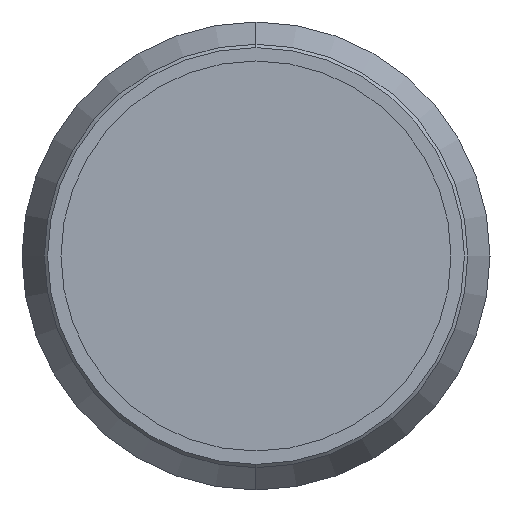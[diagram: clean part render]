
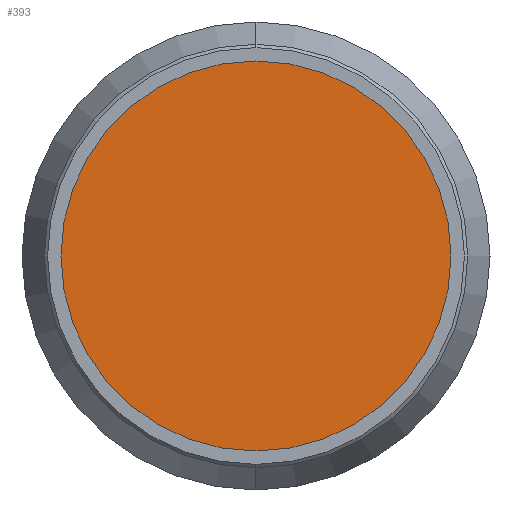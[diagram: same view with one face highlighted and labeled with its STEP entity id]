
A CAD part, left-side view. The second image highlights one B-rep face of the part: STEP entity #393.
In plain terms, the highlighted planar face has unit normal (-1, 0, 0).
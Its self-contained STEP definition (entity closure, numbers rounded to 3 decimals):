
#3 = CARTESIAN_POINT ( 'NONE',  ( 2.5, 0., 0. ) ) ;
#24 = DIRECTION ( 'NONE',  ( 0., 0., 1. ) ) ;
#28 = CARTESIAN_POINT ( 'NONE',  ( 2.5, 0., 0. ) ) ;
#29 = EDGE_CURVE ( 'NONE', #704, #263, #40, .T. ) ;
#40 = CIRCLE ( 'NONE', #736, 17.5 ) ;
#112 = DIRECTION ( 'NONE',  ( -1., 0., 0. ) ) ;
#119 = AXIS2_PLACEMENT_3D ( 'NONE', #3, #112, #287 ) ;
#174 = CARTESIAN_POINT ( 'NONE',  ( 2.5, 0., 17.5 ) ) ;
#208 = CARTESIAN_POINT ( 'NONE',  ( 2.5, 0., -17.5 ) ) ;
#222 = DIRECTION ( 'NONE',  ( 0., 0., 1. ) ) ;
#224 = EDGE_CURVE ( 'NONE', #263, #704, #699, .T. ) ;
#263 = VERTEX_POINT ( 'NONE', #174 ) ;
#273 = EDGE_LOOP ( 'NONE', ( #382, #532 ) ) ;
#287 = DIRECTION ( 'NONE',  ( 0., 0., 1. ) ) ;
#382 = ORIENTED_EDGE ( 'NONE', *, *, #224, .T. ) ;
#393 = ADVANCED_FACE ( 'NONE', ( #687 ), #436, .T. ) ;
#436 = PLANE ( 'NONE',  #543 ) ;
#439 = CARTESIAN_POINT ( 'NONE',  ( 2.5, 0., 0. ) ) ;
#500 = DIRECTION ( 'NONE',  ( -1., 0., 0. ) ) ;
#532 = ORIENTED_EDGE ( 'NONE', *, *, #29, .T. ) ;
#543 = AXIS2_PLACEMENT_3D ( 'NONE', #439, #500, #24 ) ;
#572 = DIRECTION ( 'NONE',  ( -1., 0., 0. ) ) ;
#687 = FACE_OUTER_BOUND ( 'NONE', #273, .T. ) ;
#699 = CIRCLE ( 'NONE', #119, 17.5 ) ;
#704 = VERTEX_POINT ( 'NONE', #208 ) ;
#736 = AXIS2_PLACEMENT_3D ( 'NONE', #28, #572, #222 ) ;
